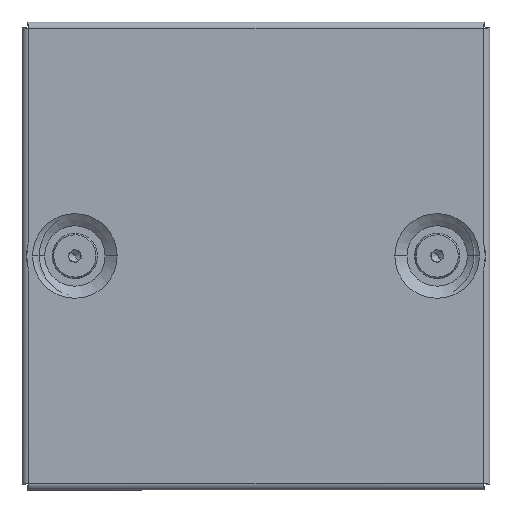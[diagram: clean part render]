
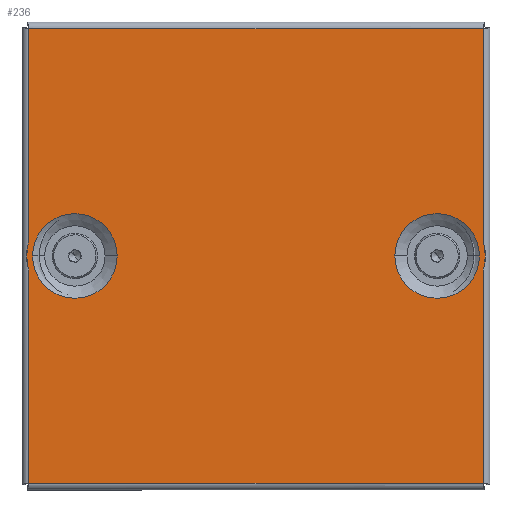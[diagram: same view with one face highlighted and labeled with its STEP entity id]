
A CAD part, top view. The second image highlights one B-rep face of the part: STEP entity #236.
In plain terms, the highlighted face is planar.
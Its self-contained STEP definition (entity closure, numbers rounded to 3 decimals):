
#34 = VECTOR ( 'NONE', #880, 1000. ) ;
#139 = CARTESIAN_POINT ( 'NONE',  ( 60., 0., 0. ) ) ;
#236 = ADVANCED_FACE ( 'NONE', ( #4377, #8649, #4200 ), #6023, .T. ) ;
#259 = ORIENTED_EDGE ( 'NONE', *, *, #3158, .T. ) ;
#401 = CARTESIAN_POINT ( 'NONE',  ( -60., 0., 0. ) ) ;
#708 = VERTEX_POINT ( 'NONE', #759 ) ;
#758 = EDGE_CURVE ( 'NONE', #9702, #7837, #1936, .T. ) ;
#759 = CARTESIAN_POINT ( 'NONE',  ( -75.3, 0., -4.681 ) ) ;
#818 = AXIS2_PLACEMENT_3D ( 'NONE', #3738, #5609, #5439 ) ;
#878 = LINE ( 'NONE', #9573, #5081 ) ;
#880 = DIRECTION ( 'NONE',  ( 0., 0., 1. ) ) ;
#901 = EDGE_CURVE ( 'NONE', #2793, #6850, #10753, .T. ) ;
#1001 = VERTEX_POINT ( 'NONE', #7236 ) ;
#1090 = CARTESIAN_POINT ( 'NONE',  ( -60., 0., 0. ) ) ;
#1181 = VERTEX_POINT ( 'NONE', #4173 ) ;
#1303 = DIRECTION ( 'NONE',  ( 1., 0., 0. ) ) ;
#1546 = DIRECTION ( 'NONE',  ( 0., 1., 0. ) ) ;
#1606 = DIRECTION ( 'NONE',  ( 0., 0., -1. ) ) ;
#1781 = EDGE_CURVE ( 'NONE', #7837, #9702, #5868, .T. ) ;
#1792 = ORIENTED_EDGE ( 'NONE', *, *, #4068, .F. ) ;
#1835 = ORIENTED_EDGE ( 'NONE', *, *, #6053, .T. ) ;
#1936 = CIRCLE ( 'NONE', #3628, 14. ) ;
#1953 = VECTOR ( 'NONE', #7639, 1000. ) ;
#2021 = LINE ( 'NONE', #11158, #4113 ) ;
#2162 = VERTEX_POINT ( 'NONE', #6232 ) ;
#2208 = EDGE_CURVE ( 'NONE', #2162, #708, #10209, .T. ) ;
#2324 = ORIENTED_EDGE ( 'NONE', *, *, #3119, .T. ) ;
#2364 = CIRCLE ( 'NONE', #2913, 14. ) ;
#2372 = VERTEX_POINT ( 'NONE', #11392 ) ;
#2415 = CARTESIAN_POINT ( 'NONE',  ( 75.3, 0., 75.793 ) ) ;
#2482 = ORIENTED_EDGE ( 'NONE', *, *, #7162, .F. ) ;
#2524 = AXIS2_PLACEMENT_3D ( 'NONE', #1090, #5659, #9234 ) ;
#2542 = CARTESIAN_POINT ( 'NONE',  ( -76., 0., 0. ) ) ;
#2633 = DIRECTION ( 'NONE',  ( 0., 1., 0. ) ) ;
#2695 = CIRCLE ( 'NONE', #5487, 16. ) ;
#2720 = VECTOR ( 'NONE', #8803, 1000. ) ;
#2774 = ORIENTED_EDGE ( 'NONE', *, *, #6242, .T. ) ;
#2793 = VERTEX_POINT ( 'NONE', #3986 ) ;
#2913 = AXIS2_PLACEMENT_3D ( 'NONE', #139, #2633, #7040 ) ;
#2934 = LINE ( 'NONE', #9321, #7402 ) ;
#3119 = EDGE_CURVE ( 'NONE', #708, #5627, #7580, .T. ) ;
#3158 = EDGE_CURVE ( 'NONE', #5627, #2793, #10391, .T. ) ;
#3534 = ORIENTED_EDGE ( 'NONE', *, *, #2208, .T. ) ;
#3568 = CARTESIAN_POINT ( 'NONE',  ( 76., 0., 0. ) ) ;
#3628 = AXIS2_PLACEMENT_3D ( 'NONE', #5952, #1546, #11343 ) ;
#3687 = ORIENTED_EDGE ( 'NONE', *, *, #3757, .F. ) ;
#3725 = CARTESIAN_POINT ( 'NONE',  ( -75.3, 0., 75.3 ) ) ;
#3738 = CARTESIAN_POINT ( 'NONE',  ( 60., 0., 0. ) ) ;
#3757 = EDGE_CURVE ( 'NONE', #9841, #2372, #5895, .T. ) ;
#3916 = CARTESIAN_POINT ( 'NONE',  ( 74., 0., 0. ) ) ;
#3986 = CARTESIAN_POINT ( 'NONE',  ( -75.3, 0., 4.681 ) ) ;
#4068 = EDGE_CURVE ( 'NONE', #1001, #9841, #2695, .T. ) ;
#4113 = VECTOR ( 'NONE', #1303, 1000. ) ;
#4173 = CARTESIAN_POINT ( 'NONE',  ( 75.3, 0., -75.3 ) ) ;
#4200 = FACE_BOUND ( 'NONE', #6964, .T. ) ;
#4377 = FACE_OUTER_BOUND ( 'NONE', #6416, .T. ) ;
#4480 = CARTESIAN_POINT ( 'NONE',  ( -75.3, 0., -75.793 ) ) ;
#5081 = VECTOR ( 'NONE', #1606, 1000. ) ;
#5125 = AXIS2_PLACEMENT_3D ( 'NONE', #401, #9221, #5823 ) ;
#5302 = DIRECTION ( 'NONE',  ( 0., 0., 1. ) ) ;
#5343 = CARTESIAN_POINT ( 'NONE',  ( 75.3, 0., 75.3 ) ) ;
#5348 = DIRECTION ( 'NONE',  ( 0., 1., 0. ) ) ;
#5397 = ORIENTED_EDGE ( 'NONE', *, *, #11504, .T. ) ;
#5401 = EDGE_LOOP ( 'NONE', ( #7181, #7360 ) ) ;
#5439 = DIRECTION ( 'NONE',  ( 1., 0., 0. ) ) ;
#5487 = AXIS2_PLACEMENT_3D ( 'NONE', #6199, #9598, #8719 ) ;
#5609 = DIRECTION ( 'NONE',  ( 0., -1., 0. ) ) ;
#5627 = VERTEX_POINT ( 'NONE', #2542 ) ;
#5659 = DIRECTION ( 'NONE',  ( 0., 1., 0. ) ) ;
#5724 = DIRECTION ( 'NONE',  ( -1., 0., 0. ) ) ;
#5823 = DIRECTION ( 'NONE',  ( 0., 0., 1. ) ) ;
#5850 = EDGE_CURVE ( 'NONE', #8004, #9482, #9459, .T. ) ;
#5868 = CIRCLE ( 'NONE', #5125, 14. ) ;
#5895 = CIRCLE ( 'NONE', #818, 16. ) ;
#5952 = CARTESIAN_POINT ( 'NONE',  ( -60., 0., 0. ) ) ;
#6023 = PLANE ( 'NONE',  #10330 ) ;
#6052 = LINE ( 'NONE', #2415, #2720 ) ;
#6053 = EDGE_CURVE ( 'NONE', #1181, #2162, #2934, .T. ) ;
#6199 = CARTESIAN_POINT ( 'NONE',  ( 60., 0., 0. ) ) ;
#6232 = CARTESIAN_POINT ( 'NONE',  ( -75.3, 0., -75.3 ) ) ;
#6242 = EDGE_CURVE ( 'NONE', #1001, #1181, #6052, .T. ) ;
#6344 = CARTESIAN_POINT ( 'NONE',  ( 60., 0., 0. ) ) ;
#6416 = EDGE_LOOP ( 'NONE', ( #5397, #3687, #1792, #2774, #1835, #3534, #2324, #259, #10248, #7892 ) ) ;
#6572 = DIRECTION ( 'NONE',  ( -1., 0., 0. ) ) ;
#6666 = CARTESIAN_POINT ( 'NONE',  ( -60., 0., 0. ) ) ;
#6850 = VERTEX_POINT ( 'NONE', #3725 ) ;
#6964 = EDGE_LOOP ( 'NONE', ( #2482, #9426 ) ) ;
#7016 = DIRECTION ( 'NONE',  ( 0., 1., 0. ) ) ;
#7025 = AXIS2_PLACEMENT_3D ( 'NONE', #6666, #8356, #5724 ) ;
#7038 = CARTESIAN_POINT ( 'NONE',  ( -74., 0., 0. ) ) ;
#7040 = DIRECTION ( 'NONE',  ( 0., 0., -1. ) ) ;
#7162 = EDGE_CURVE ( 'NONE', #9482, #8004, #2364, .T. ) ;
#7181 = ORIENTED_EDGE ( 'NONE', *, *, #1781, .F. ) ;
#7236 = CARTESIAN_POINT ( 'NONE',  ( 75.3, 0., -4.681 ) ) ;
#7268 = CARTESIAN_POINT ( 'NONE',  ( 46., 0., 0. ) ) ;
#7360 = ORIENTED_EDGE ( 'NONE', *, *, #758, .F. ) ;
#7402 = VECTOR ( 'NONE', #6572, 1000. ) ;
#7580 = CIRCLE ( 'NONE', #2524, 16. ) ;
#7639 = DIRECTION ( 'NONE',  ( 0., 0., 1. ) ) ;
#7837 = VERTEX_POINT ( 'NONE', #7038 ) ;
#7892 = ORIENTED_EDGE ( 'NONE', *, *, #10297, .T. ) ;
#8004 = VERTEX_POINT ( 'NONE', #7268 ) ;
#8160 = DIRECTION ( 'NONE',  ( 0., 0., -1. ) ) ;
#8356 = DIRECTION ( 'NONE',  ( 0., 1., 0. ) ) ;
#8649 = FACE_BOUND ( 'NONE', #5401, .T. ) ;
#8719 = DIRECTION ( 'NONE',  ( 1., 0., 0. ) ) ;
#8783 = CARTESIAN_POINT ( 'NONE',  ( -46., 0., 0. ) ) ;
#8803 = DIRECTION ( 'NONE',  ( 0., 0., -1. ) ) ;
#9221 = DIRECTION ( 'NONE',  ( 0., 1., 0. ) ) ;
#9234 = DIRECTION ( 'NONE',  ( -1., 0., 0. ) ) ;
#9321 = CARTESIAN_POINT ( 'NONE',  ( 75.793, 0., -75.3 ) ) ;
#9426 = ORIENTED_EDGE ( 'NONE', *, *, #5850, .F. ) ;
#9459 = CIRCLE ( 'NONE', #11534, 14. ) ;
#9482 = VERTEX_POINT ( 'NONE', #3916 ) ;
#9573 = CARTESIAN_POINT ( 'NONE',  ( 75.3, 0., 75.793 ) ) ;
#9598 = DIRECTION ( 'NONE',  ( 0., -1., 0. ) ) ;
#9702 = VERTEX_POINT ( 'NONE', #8783 ) ;
#9841 = VERTEX_POINT ( 'NONE', #3568 ) ;
#10115 = VERTEX_POINT ( 'NONE', #5343 ) ;
#10209 = LINE ( 'NONE', #11084, #1953 ) ;
#10248 = ORIENTED_EDGE ( 'NONE', *, *, #901, .T. ) ;
#10297 = EDGE_CURVE ( 'NONE', #6850, #10115, #2021, .T. ) ;
#10330 = AXIS2_PLACEMENT_3D ( 'NONE', #10650, #7016, #5302 ) ;
#10391 = CIRCLE ( 'NONE', #7025, 16. ) ;
#10650 = CARTESIAN_POINT ( 'NONE',  ( 0., 0., 0. ) ) ;
#10753 = LINE ( 'NONE', #4480, #34 ) ;
#11084 = CARTESIAN_POINT ( 'NONE',  ( -75.3, 0., -75.793 ) ) ;
#11158 = CARTESIAN_POINT ( 'NONE',  ( -75.793, 0., 75.3 ) ) ;
#11343 = DIRECTION ( 'NONE',  ( 0., 0., 1. ) ) ;
#11392 = CARTESIAN_POINT ( 'NONE',  ( 75.3, 0., 4.681 ) ) ;
#11504 = EDGE_CURVE ( 'NONE', #10115, #2372, #878, .T. ) ;
#11534 = AXIS2_PLACEMENT_3D ( 'NONE', #6344, #5348, #8160 ) ;
